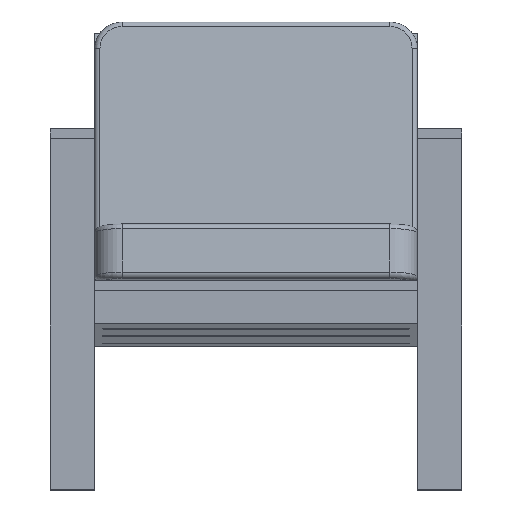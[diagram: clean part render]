
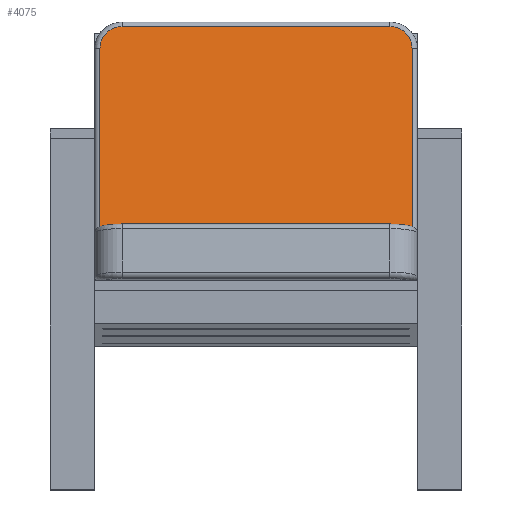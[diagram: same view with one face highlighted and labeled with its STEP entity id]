
A CAD part, top view. The second image highlights one B-rep face of the part: STEP entity #4075.
In plain terms, the highlighted face is planar.
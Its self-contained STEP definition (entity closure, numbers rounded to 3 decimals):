
#22 = CARTESIAN_POINT ( 'NONE',  ( 242.5, -215., 100. ) ) ;
#39 = CIRCLE ( 'NONE', #7599, 40. ) ;
#105 = AXIS2_PLACEMENT_3D ( 'NONE', #3091, #6641, #3170 ) ;
#364 = ORIENTED_EDGE ( 'NONE', *, *, #7693, .T. ) ;
#485 = AXIS2_PLACEMENT_3D ( 'NONE', #1522, #3912, #3752 ) ;
#490 = DIRECTION ( 'NONE',  ( 1., 0., 0. ) ) ;
#541 = EDGE_CURVE ( 'NONE', #4848, #5504, #39, .T. ) ;
#546 = DIRECTION ( 'NONE',  ( 1., 0., 0. ) ) ;
#647 = DIRECTION ( 'NONE',  ( 1., 0., 0. ) ) ;
#769 = FACE_OUTER_BOUND ( 'NONE', #1215, .T. ) ;
#786 = ORIENTED_EDGE ( 'NONE', *, *, #1598, .T. ) ;
#833 = ORIENTED_EDGE ( 'NONE', *, *, #7074, .T. ) ;
#1046 = CIRCLE ( 'NONE', #6466, 40. ) ;
#1049 = AXIS2_PLACEMENT_3D ( 'NONE', #4187, #5368, #2312 ) ;
#1215 = EDGE_LOOP ( 'NONE', ( #1707, #4055, #6227, #5670, #364, #833, #2396, #786 ) ) ;
#1522 = CARTESIAN_POINT ( 'NONE',  ( -242.5, -175., 100. ) ) ;
#1577 = CARTESIAN_POINT ( 'NONE',  ( 242.5, 175., 100. ) ) ;
#1598 = EDGE_CURVE ( 'NONE', #4645, #4203, #3299, .T. ) ;
#1707 = ORIENTED_EDGE ( 'NONE', *, *, #1763, .T. ) ;
#1763 = EDGE_CURVE ( 'NONE', #4203, #4848, #1837, .T. ) ;
#1837 = LINE ( 'NONE', #3644, #2540 ) ;
#1946 = VERTEX_POINT ( 'NONE', #4352 ) ;
#1995 = DIRECTION ( 'NONE',  ( 0., 1., 0. ) ) ;
#2185 = VERTEX_POINT ( 'NONE', #5897 ) ;
#2312 = DIRECTION ( 'NONE',  ( 1., 0., 0. ) ) ;
#2396 = ORIENTED_EDGE ( 'NONE', *, *, #2842, .T. ) ;
#2540 = VECTOR ( 'NONE', #1995, 1000. ) ;
#2694 = CARTESIAN_POINT ( 'NONE',  ( 282.5, -175., 100. ) ) ;
#2842 = EDGE_CURVE ( 'NONE', #1946, #4645, #6753, .T. ) ;
#2995 = CIRCLE ( 'NONE', #485, 40. ) ;
#3091 = CARTESIAN_POINT ( 'NONE',  ( 0., 0., 100. ) ) ;
#3170 = DIRECTION ( 'NONE',  ( 1., 0., 0. ) ) ;
#3273 = VERTEX_POINT ( 'NONE', #4844 ) ;
#3299 = CIRCLE ( 'NONE', #1049, 40. ) ;
#3600 = VERTEX_POINT ( 'NONE', #6136 ) ;
#3644 = CARTESIAN_POINT ( 'NONE',  ( 282.5, 175., 100. ) ) ;
#3752 = DIRECTION ( 'NONE',  ( 1., 0., 0. ) ) ;
#3912 = DIRECTION ( 'NONE',  ( 0., 0., 1. ) ) ;
#4055 = ORIENTED_EDGE ( 'NONE', *, *, #541, .T. ) ;
#4075 = ADVANCED_FACE ( 'NONE', ( #769 ), #6093, .T. ) ;
#4187 = CARTESIAN_POINT ( 'NONE',  ( 242.5, -175., 100. ) ) ;
#4203 = VERTEX_POINT ( 'NONE', #2694 ) ;
#4290 = EDGE_CURVE ( 'NONE', #3273, #2185, #1046, .T. ) ;
#4352 = CARTESIAN_POINT ( 'NONE',  ( -242.5, -215., 100. ) ) ;
#4645 = VERTEX_POINT ( 'NONE', #5595 ) ;
#4844 = CARTESIAN_POINT ( 'NONE',  ( -242.5, 215., 100. ) ) ;
#4848 = VERTEX_POINT ( 'NONE', #5468 ) ;
#5243 = DIRECTION ( 'NONE',  ( 0., 0., 1. ) ) ;
#5368 = DIRECTION ( 'NONE',  ( 0., 0., 1. ) ) ;
#5468 = CARTESIAN_POINT ( 'NONE',  ( 282.5, 175., 100. ) ) ;
#5504 = VERTEX_POINT ( 'NONE', #6333 ) ;
#5595 = CARTESIAN_POINT ( 'NONE',  ( 242.5, -215., 100. ) ) ;
#5670 = ORIENTED_EDGE ( 'NONE', *, *, #4290, .T. ) ;
#5897 = CARTESIAN_POINT ( 'NONE',  ( -282.5, 175., 100. ) ) ;
#5937 = DIRECTION ( 'NONE',  ( 0., 0., 1. ) ) ;
#6093 = PLANE ( 'NONE',  #105 ) ;
#6136 = CARTESIAN_POINT ( 'NONE',  ( -282.5, -175., 100. ) ) ;
#6227 = ORIENTED_EDGE ( 'NONE', *, *, #6657, .T. ) ;
#6270 = VECTOR ( 'NONE', #7334, 1000. ) ;
#6333 = CARTESIAN_POINT ( 'NONE',  ( 242.5, 215., 100. ) ) ;
#6358 = CARTESIAN_POINT ( 'NONE',  ( -282.5, -175., 100. ) ) ;
#6441 = CARTESIAN_POINT ( 'NONE',  ( -242.5, 175., 100. ) ) ;
#6466 = AXIS2_PLACEMENT_3D ( 'NONE', #6441, #5243, #490 ) ;
#6641 = DIRECTION ( 'NONE',  ( 0., 0., 1. ) ) ;
#6655 = VECTOR ( 'NONE', #7585, 1000. ) ;
#6657 = EDGE_CURVE ( 'NONE', #5504, #3273, #7373, .T. ) ;
#6753 = LINE ( 'NONE', #22, #7051 ) ;
#6811 = CARTESIAN_POINT ( 'NONE',  ( -242.5, 215., 100. ) ) ;
#7051 = VECTOR ( 'NONE', #647, 1000. ) ;
#7074 = EDGE_CURVE ( 'NONE', #3600, #1946, #2995, .T. ) ;
#7334 = DIRECTION ( 'NONE',  ( -1., 0., 0. ) ) ;
#7373 = LINE ( 'NONE', #6811, #6270 ) ;
#7585 = DIRECTION ( 'NONE',  ( 0., -1., 0. ) ) ;
#7599 = AXIS2_PLACEMENT_3D ( 'NONE', #1577, #5937, #546 ) ;
#7623 = LINE ( 'NONE', #6358, #6655 ) ;
#7693 = EDGE_CURVE ( 'NONE', #2185, #3600, #7623, .T. ) ;
